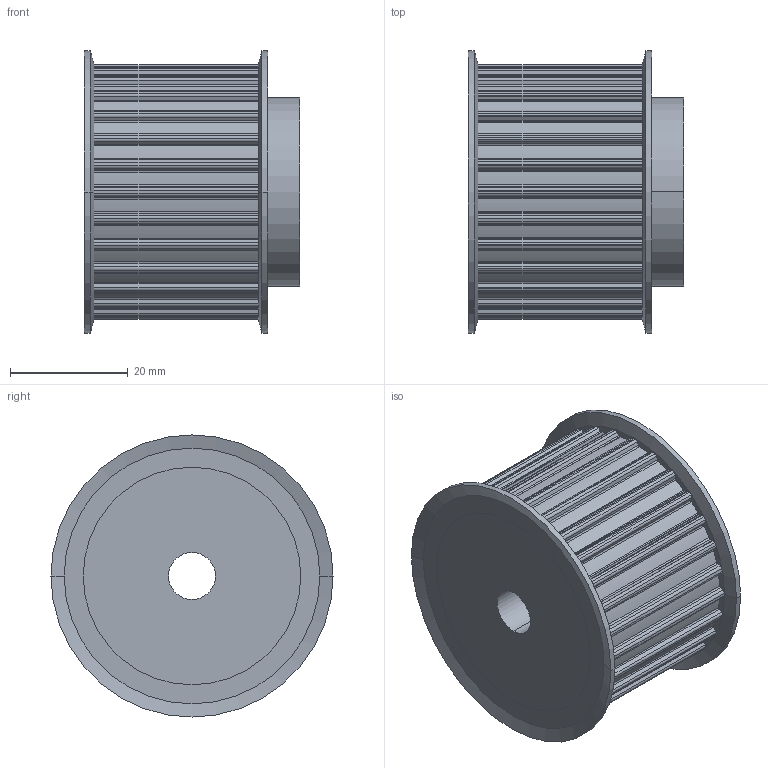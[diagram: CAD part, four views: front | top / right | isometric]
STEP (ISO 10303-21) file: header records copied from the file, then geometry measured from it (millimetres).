
FILE_DESCRIPTION(('HOOPS Exchange Step'),'2;1');
FILE_NAME('export-7BE8DF47-66D1-4A16-8233-04E7EE6B183A.stp','2023-12-13T18:42:06+01:00',('Engineering'),('Alibre'),'HOOPS Exchange 2021.0','Alibre','Unknown authorisation');
FILE_SCHEMA( ('AP242_MANAGED_MODEL_BASED_3D_ENGINEERING_MIM_LF {1 0 10303 442 1 1 4 }') );
Length unit declared in the file: millimetre
Products named in the file (3): 6419-2 AT5 Pulley 36-AT5 Z=28 for 25mm wide belts FLANGE; 6419-1 AT5 Pulley 36-AT5 Z=28 for 25mm wide belts BODY; 6419 AT5 Pulley 36-AT5 Z=28 for 25mm wide belts
Assembly tree (3 placements, depth 2):
  6419 AT5 Pulley 36-AT5 Z=28 for 25mm wide belts
    6419-2 AT5 Pulley 36-AT5 Z=28 for 25mm wide belts FLANGE  x2
    6419-1 AT5 Pulley 36-AT5 Z=28 for 25mm wide belts BODY
Bounding box: 36.6 x 48 x 48 mm (x, y, z)
Volume: 45235.9 mm3; surface area: 12560 mm2
Topology: 3 solids, 3 shells, 299 faces, 862 edges, 572 vertices
Faces by surface type: cylinder 226, plane 65, cone 8
Entity records: 9915 total; most frequent: DIRECTION 1886, CARTESIAN_POINT 1700, ORIENTED_EDGE 1684, EDGE_CURVE 842, AXIS2_PLACEMENT_3D 746, VERTEX_POINT 560, CIRCLE 448, VECTOR 394
